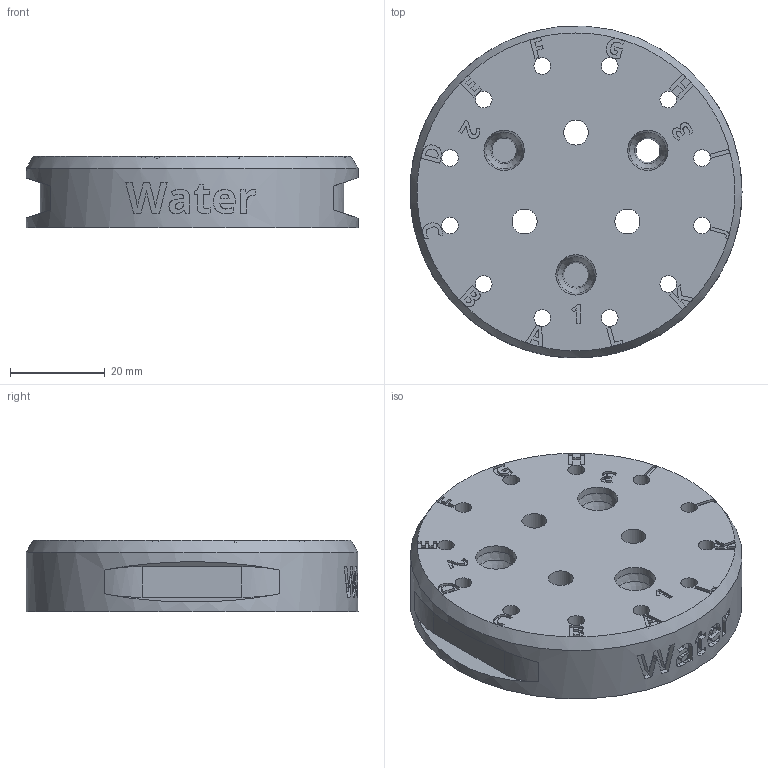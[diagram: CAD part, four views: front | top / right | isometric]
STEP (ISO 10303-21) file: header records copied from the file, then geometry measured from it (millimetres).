
FILE_DESCRIPTION( ( '' ), ' ' );
FILE_NAME( '5a2005fad332ba1027f09c21.step', '2017-11-30T13:22:03', ( '' ), ( '' ), ' ', ' ', ' ' );
FILE_SCHEMA( ( 'AUTOMOTIVE_DESIGN { 1 0 10303 214 1 1 1 1 }' ) );
Length unit declared in the file: metre
Products named in the file (1): Watering Nozzle [top]
Bounding box: 70 x 70 x 15 mm (x, y, z)
Volume: 22220.8 mm3; surface area: 18778 mm2
Topology: 1 solids, 1 shells, 421 faces, 1164 edges, 778 vertices
Faces by surface type: plane 202, extrusion 149, cylinder 31, cone 19, bspline 15, torus 5
Full cylindrical faces by diameter (mm): 3.5 x12, 5 x1, 5.25 x3, 8.5 x3, 70 x1
Entity records: 17583 total; most frequent: CARTESIAN_POINT 4305, ORIENTED_EDGE 2188, DIRECTION 1582, EDGE_CURVE 1094, VERTEX_POINT 747, VECTOR 736, LINE 587, EDGE_LOOP 525
